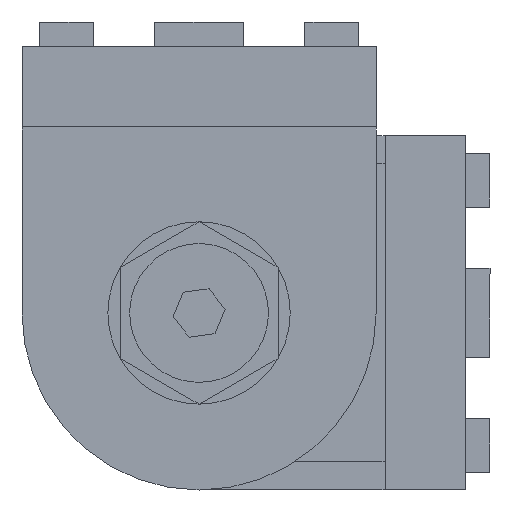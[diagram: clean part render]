
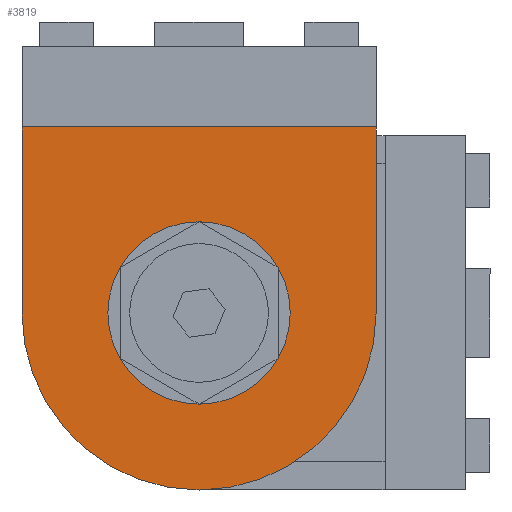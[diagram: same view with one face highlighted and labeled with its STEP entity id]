
A CAD part, left-side view. The second image highlights one B-rep face of the part: STEP entity #3819.
In plain terms, the highlighted face is planar.
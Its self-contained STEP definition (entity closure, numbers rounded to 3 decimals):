
#6 = CARTESIAN_POINT ( 'NONE',  ( 19.9, 9., 19.9 ) ) ;
#92 = DIRECTION ( 'NONE',  ( 0., 0., -1. ) ) ;
#101 = VERTEX_POINT ( 'NONE', #1345 ) ;
#105 = CIRCLE ( 'NONE', #491, 10.25 ) ;
#131 = VERTEX_POINT ( 'NONE', #1712 ) ;
#270 = CARTESIAN_POINT ( 'NONE',  ( 19.9, 29.9, -19.9 ) ) ;
#343 = AXIS2_PLACEMENT_3D ( 'NONE', #4071, #3417, #2397 ) ;
#491 = AXIS2_PLACEMENT_3D ( 'NONE', #1572, #543, #92 ) ;
#543 = DIRECTION ( 'NONE',  ( 1., 0., 0. ) ) ;
#564 = CARTESIAN_POINT ( 'NONE',  ( 19.9, 29.9, 19.9 ) ) ;
#745 = EDGE_LOOP ( 'NONE', ( #3665, #2946 ) ) ;
#752 = EDGE_CURVE ( 'NONE', #3946, #4139, #2035, .T. ) ;
#873 = AXIS2_PLACEMENT_3D ( 'NONE', #2515, #4186, #1375 ) ;
#1024 = PLANE ( 'NONE',  #343 ) ;
#1042 = VECTOR ( 'NONE', #2342, 1000. ) ;
#1172 = EDGE_CURVE ( 'NONE', #131, #101, #105, .T. ) ;
#1193 = EDGE_CURVE ( 'NONE', #4139, #2046, #2806, .T. ) ;
#1296 = EDGE_CURVE ( 'NONE', #2046, #2920, #3786, .T. ) ;
#1308 = CARTESIAN_POINT ( 'NONE',  ( 19.9, 29.9, 0. ) ) ;
#1345 = CARTESIAN_POINT ( 'NONE',  ( 19.9, 29.9, -10.25 ) ) ;
#1375 = DIRECTION ( 'NONE',  ( 0., 0., -1. ) ) ;
#1454 = CIRCLE ( 'NONE', #873, 10.25 ) ;
#1524 = CARTESIAN_POINT ( 'NONE',  ( 19.9, 9., 19.9 ) ) ;
#1557 = EDGE_LOOP ( 'NONE', ( #2809, #3612, #4109, #2258 ) ) ;
#1563 = FACE_OUTER_BOUND ( 'NONE', #1557, .T. ) ;
#1572 = CARTESIAN_POINT ( 'NONE',  ( 19.9, 29.9, 0. ) ) ;
#1605 = CARTESIAN_POINT ( 'NONE',  ( 19.9, 9., 19.9 ) ) ;
#1712 = CARTESIAN_POINT ( 'NONE',  ( 19.9, 29.9, 10.25 ) ) ;
#1763 = VECTOR ( 'NONE', #2151, 1000. ) ;
#1896 = EDGE_CURVE ( 'NONE', #101, #131, #1454, .T. ) ;
#1909 = DIRECTION ( 'NONE',  ( 0., 0., -1. ) ) ;
#2035 = CIRCLE ( 'NONE', #3833, 19.9 ) ;
#2046 = VERTEX_POINT ( 'NONE', #1524 ) ;
#2151 = DIRECTION ( 'NONE',  ( 0., 1., 0. ) ) ;
#2258 = ORIENTED_EDGE ( 'NONE', *, *, #752, .T. ) ;
#2342 = DIRECTION ( 'NONE',  ( 0., -1., 0. ) ) ;
#2353 = EDGE_CURVE ( 'NONE', #2920, #3946, #4403, .T. ) ;
#2397 = DIRECTION ( 'NONE',  ( 0., 0., -1. ) ) ;
#2515 = CARTESIAN_POINT ( 'NONE',  ( 19.9, 29.9, 0. ) ) ;
#2806 = LINE ( 'NONE', #6, #1042 ) ;
#2809 = ORIENTED_EDGE ( 'NONE', *, *, #1193, .T. ) ;
#2920 = VERTEX_POINT ( 'NONE', #3081 ) ;
#2946 = ORIENTED_EDGE ( 'NONE', *, *, #1172, .F. ) ;
#3081 = CARTESIAN_POINT ( 'NONE',  ( 19.9, 9., -19.9 ) ) ;
#3207 = FACE_BOUND ( 'NONE', #745, .T. ) ;
#3238 = DIRECTION ( 'NONE',  ( 1., 0., 0. ) ) ;
#3417 = DIRECTION ( 'NONE',  ( 1., 0., 0. ) ) ;
#3612 = ORIENTED_EDGE ( 'NONE', *, *, #1296, .T. ) ;
#3665 = ORIENTED_EDGE ( 'NONE', *, *, #1896, .F. ) ;
#3786 = LINE ( 'NONE', #1605, #4364 ) ;
#3807 = CARTESIAN_POINT ( 'NONE',  ( 19.9, 9., -19.9 ) ) ;
#3819 = ADVANCED_FACE ( 'NONE', ( #3207, #1563 ), #1024, .T. ) ;
#3833 = AXIS2_PLACEMENT_3D ( 'NONE', #1308, #3238, #1909 ) ;
#3946 = VERTEX_POINT ( 'NONE', #270 ) ;
#4071 = CARTESIAN_POINT ( 'NONE',  ( 19.9, 29.9, 0. ) ) ;
#4109 = ORIENTED_EDGE ( 'NONE', *, *, #2353, .T. ) ;
#4139 = VERTEX_POINT ( 'NONE', #564 ) ;
#4186 = DIRECTION ( 'NONE',  ( 1., 0., 0. ) ) ;
#4336 = DIRECTION ( 'NONE',  ( 0., 0., -1. ) ) ;
#4364 = VECTOR ( 'NONE', #4336, 1000. ) ;
#4403 = LINE ( 'NONE', #3807, #1763 ) ;
